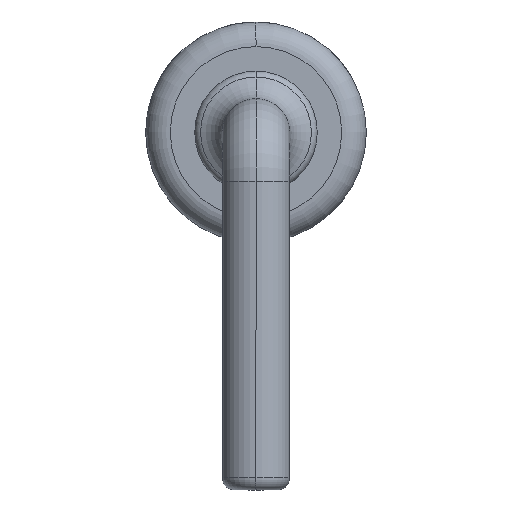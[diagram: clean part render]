
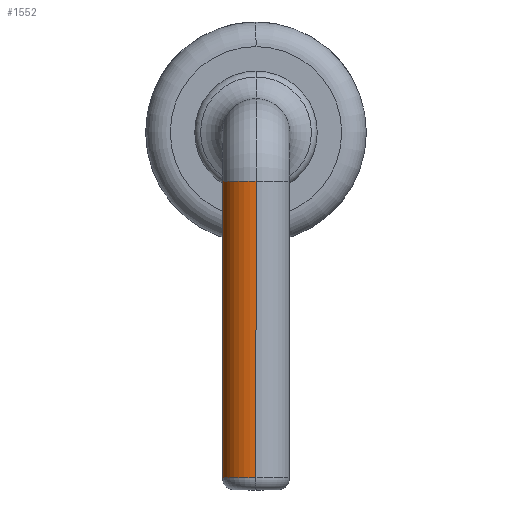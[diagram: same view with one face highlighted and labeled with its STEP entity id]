
A CAD part, left-side view. The second image highlights one B-rep face of the part: STEP entity #1552.
In plain terms, the highlighted cylindrical face has radius 0.275 mm (diameter 0.55 mm), a partial arc.
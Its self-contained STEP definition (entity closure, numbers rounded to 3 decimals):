
#77 = VERTEX_POINT ( 'NONE', #1069 ) ;
#89 = DIRECTION ( 'NONE',  ( 0., 0., -1. ) ) ;
#211 = LINE ( 'NONE', #5912, #6025 ) ;
#248 = CIRCLE ( 'NONE', #3432, 0.275 ) ;
#283 = DIRECTION ( 'NONE',  ( 0., 0., 1. ) ) ;
#290 = VERTEX_POINT ( 'NONE', #4942 ) ;
#303 = CARTESIAN_POINT ( 'NONE',  ( -2.815, 0., -1.9 ) ) ;
#710 = ORIENTED_EDGE ( 'NONE', *, *, #896, .T. ) ;
#896 = EDGE_CURVE ( 'NONE', #77, #4236, #211, .T. ) ;
#977 = DIRECTION ( 'NONE',  ( 0., 0., -1. ) ) ;
#1055 = CARTESIAN_POINT ( 'NONE',  ( -2.54, 0., -1.9 ) ) ;
#1069 = CARTESIAN_POINT ( 'NONE',  ( -2.265, 0., 0.52 ) ) ;
#1132 = FACE_OUTER_BOUND ( 'NONE', #1491, .T. ) ;
#1491 = EDGE_LOOP ( 'NONE', ( #2424, #710, #3905, #4847 ) ) ;
#1552 = ADVANCED_FACE ( 'NONE', ( #1132 ), #5384, .T. ) ;
#2049 = EDGE_CURVE ( 'NONE', #4236, #3759, #5337, .T. ) ;
#2058 = DIRECTION ( 'NONE',  ( 1., 0., 0. ) ) ;
#2088 = CARTESIAN_POINT ( 'NONE',  ( -2.54, 0., 0.52 ) ) ;
#2424 = ORIENTED_EDGE ( 'NONE', *, *, #3760, .F. ) ;
#2810 = CARTESIAN_POINT ( 'NONE',  ( -2.815, 0., 0.52 ) ) ;
#2873 = LINE ( 'NONE', #2810, #5909 ) ;
#3016 = EDGE_CURVE ( 'NONE', #290, #3759, #2873, .T. ) ;
#3432 = AXIS2_PLACEMENT_3D ( 'NONE', #2088, #4984, #2058 ) ;
#3759 = VERTEX_POINT ( 'NONE', #303 ) ;
#3760 = EDGE_CURVE ( 'NONE', #77, #290, #248, .T. ) ;
#3871 = CARTESIAN_POINT ( 'NONE',  ( -2.54, 0., 0.52 ) ) ;
#3905 = ORIENTED_EDGE ( 'NONE', *, *, #2049, .T. ) ;
#4236 = VERTEX_POINT ( 'NONE', #4712 ) ;
#4332 = AXIS2_PLACEMENT_3D ( 'NONE', #3871, #89, #5414 ) ;
#4712 = CARTESIAN_POINT ( 'NONE',  ( -2.265, 0., -1.9 ) ) ;
#4847 = ORIENTED_EDGE ( 'NONE', *, *, #3016, .F. ) ;
#4942 = CARTESIAN_POINT ( 'NONE',  ( -2.815, 0., 0.52 ) ) ;
#4984 = DIRECTION ( 'NONE',  ( 0., 0., 1. ) ) ;
#5020 = DIRECTION ( 'NONE',  ( 0., 0., -1. ) ) ;
#5236 = AXIS2_PLACEMENT_3D ( 'NONE', #1055, #283, #5545 ) ;
#5337 = CIRCLE ( 'NONE', #5236, 0.275 ) ;
#5384 = CYLINDRICAL_SURFACE ( 'NONE', #4332, 0.275 ) ;
#5414 = DIRECTION ( 'NONE',  ( -1., 0., 0. ) ) ;
#5545 = DIRECTION ( 'NONE',  ( 1., 0., 0. ) ) ;
#5909 = VECTOR ( 'NONE', #977, 1000. ) ;
#5912 = CARTESIAN_POINT ( 'NONE',  ( -2.265, 0., 0.52 ) ) ;
#6025 = VECTOR ( 'NONE', #5020, 1000. ) ;
